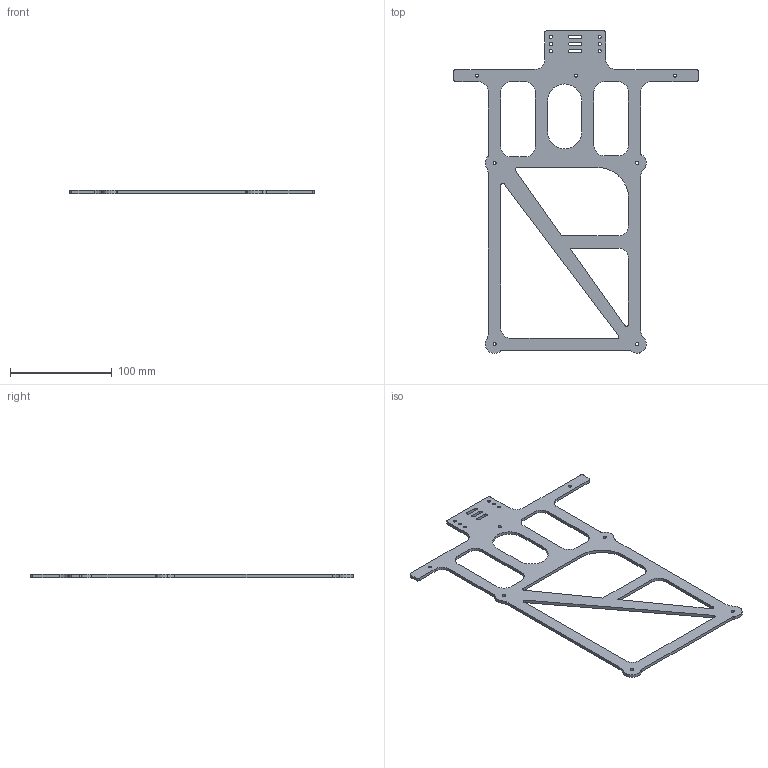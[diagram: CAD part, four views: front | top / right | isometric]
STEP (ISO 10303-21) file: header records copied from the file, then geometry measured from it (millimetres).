
FILE_DESCRIPTION (( 'STEP AP203' ), '1' );
FILE_NAME ('創笭盓殤.STEP', '2024-08-12T06:02:41', ( '' ), ( '' ), 'SwSTEP 2.0', 'SolidWorks 2024', '' );
FILE_SCHEMA (( 'CONFIG_CONTROL_DESIGN' ));
Length unit declared in the file: millimetre
Products named in the file (1): 承重支架
Bounding box: 240 x 316.75 x 3 mm (x, y, z)
Volume: 62394.1 mm3; surface area: 50185.3 mm2
Topology: 1 solids, 1 shells, 121 faces, 357 edges, 238 vertices
Faces by surface type: cylinder 79, plane 42
Entity records: 4274 total; most frequent: DIRECTION 759, CARTESIAN_POINT 717, ORIENTED_EDGE 714, EDGE_CURVE 357, AXIS2_PLACEMENT_3D 280, VERTEX_POINT 238, LINE 199, VECTOR 199
